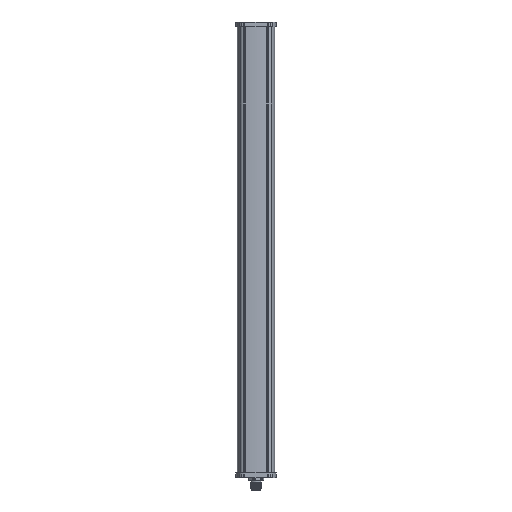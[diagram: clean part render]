
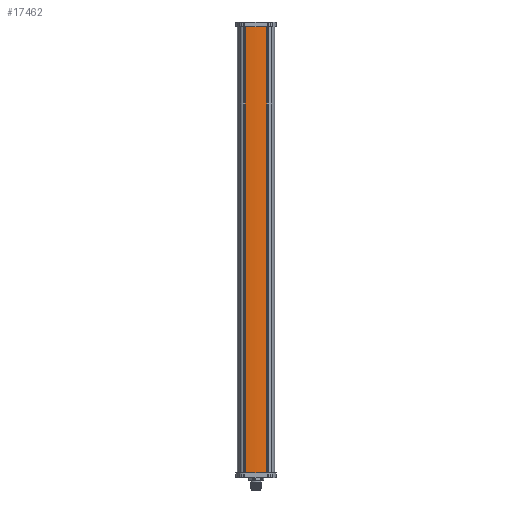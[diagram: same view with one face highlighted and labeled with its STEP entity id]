
A CAD part, front view. The second image highlights one B-rep face of the part: STEP entity #17462.
In plain terms, the highlighted cylindrical face has radius 94.814 mm (diameter 189.629 mm), a partial arc.
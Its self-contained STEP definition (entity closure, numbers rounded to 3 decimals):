
#43 = VERTEX_POINT ( 'NONE', #19809 ) ;
#144 = DIRECTION ( 'NONE',  ( -1., 0., 0. ) ) ;
#185 = DIRECTION ( 'NONE',  ( 1., 0., 0. ) ) ;
#432 = AXIS2_PLACEMENT_3D ( 'NONE', #15368, #5054, #23174 ) ;
#488 = VERTEX_POINT ( 'NONE', #18993 ) ;
#645 = AXIS2_PLACEMENT_3D ( 'NONE', #15561, #23630, #5500 ) ;
#720 = VERTEX_POINT ( 'NONE', #24616 ) ;
#1060 = CARTESIAN_POINT ( 'NONE',  ( -11.497, 255.611, 12.625 ) ) ;
#1200 = VERTEX_POINT ( 'NONE', #18901 ) ;
#1334 = CARTESIAN_POINT ( 'NONE',  ( 0.003, 255.611, -81.489 ) ) ;
#1802 = CARTESIAN_POINT ( 'NONE',  ( 4.357, -235., 13.225 ) ) ;
#2989 = ORIENTED_EDGE ( 'NONE', *, *, #25662, .F. ) ;
#2995 = VERTEX_POINT ( 'NONE', #9825 ) ;
#3480 = CARTESIAN_POINT ( 'NONE',  ( -4.35, 194.389, 13.225 ) ) ;
#3890 = CARTESIAN_POINT ( 'NONE',  ( 0.003, 237., -81.489 ) ) ;
#4423 = DIRECTION ( 'NONE',  ( 0., 1., 0. ) ) ;
#4587 = VECTOR ( 'NONE', #17301, 1000. ) ;
#4682 = VERTEX_POINT ( 'NONE', #5976 ) ;
#4715 = CARTESIAN_POINT ( 'NONE',  ( -4.35, 237., 13.225 ) ) ;
#4851 = EDGE_CURVE ( 'NONE', #720, #23192, #10955, .T. ) ;
#4874 = EDGE_CURVE ( 'NONE', #43, #9650, #14290, .T. ) ;
#4907 = CIRCLE ( 'NONE', #25168, 94.814 ) ;
#5054 = DIRECTION ( 'NONE',  ( 0., -1., 0. ) ) ;
#5115 = AXIS2_PLACEMENT_3D ( 'NONE', #1334, #13371, #25409 ) ;
#5500 = DIRECTION ( 'NONE',  ( 1., 0., 0. ) ) ;
#5542 = CIRCLE ( 'NONE', #7655, 94.814 ) ;
#5798 = EDGE_LOOP ( 'NONE', ( #2989, #8650, #26143, #18722, #24581, #14744, #13528, #23243, #16143, #19939, #25947, #16323 ) ) ;
#5805 = CARTESIAN_POINT ( 'NONE',  ( -4.35, -194.389, 13.225 ) ) ;
#5976 = CARTESIAN_POINT ( 'NONE',  ( 4.357, 237., 13.225 ) ) ;
#6101 = LINE ( 'NONE', #20385, #12082 ) ;
#6660 = EDGE_CURVE ( 'NONE', #11422, #1200, #11404, .T. ) ;
#7299 = LINE ( 'NONE', #3480, #14155 ) ;
#7655 = AXIS2_PLACEMENT_3D ( 'NONE', #23950, #10299, #24346 ) ;
#7760 = EDGE_CURVE ( 'NONE', #43, #4682, #18700, .T. ) ;
#7788 = LINE ( 'NONE', #5805, #16148 ) ;
#8650 = ORIENTED_EDGE ( 'NONE', *, *, #17637, .F. ) ;
#9157 = CARTESIAN_POINT ( 'NONE',  ( -11.497, -237., 12.625 ) ) ;
#9347 = DIRECTION ( 'NONE',  ( 0., -1., 0. ) ) ;
#9469 = VERTEX_POINT ( 'NONE', #1802 ) ;
#9650 = VERTEX_POINT ( 'NONE', #14758 ) ;
#9825 = CARTESIAN_POINT ( 'NONE',  ( -4.35, -235., 13.225 ) ) ;
#10275 = LINE ( 'NONE', #20605, #10281 ) ;
#10281 = VECTOR ( 'NONE', #24450, 1000. ) ;
#10299 = DIRECTION ( 'NONE',  ( 0., 1., 0. ) ) ;
#10573 = EDGE_CURVE ( 'NONE', #23681, #23192, #16185, .T. ) ;
#10955 = LINE ( 'NONE', #1060, #4587 ) ;
#11350 = EDGE_CURVE ( 'NONE', #2995, #23681, #7788, .T. ) ;
#11404 = CIRCLE ( 'NONE', #432, 94.814 ) ;
#11422 = VERTEX_POINT ( 'NONE', #15732 ) ;
#11473 = DIRECTION ( 'NONE',  ( -1., 0., 0. ) ) ;
#12082 = VECTOR ( 'NONE', #18416, 1000. ) ;
#12137 = CARTESIAN_POINT ( 'NONE',  ( -4.35, -237., 13.225 ) ) ;
#13371 = DIRECTION ( 'NONE',  ( 0., -1., 0. ) ) ;
#13528 = ORIENTED_EDGE ( 'NONE', *, *, #4851, .T. ) ;
#13932 = EDGE_CURVE ( 'NONE', #16890, #9650, #7299, .T. ) ;
#14155 = VECTOR ( 'NONE', #19737, 1000. ) ;
#14290 = CIRCLE ( 'NONE', #24848, 94.814 ) ;
#14743 = FACE_OUTER_BOUND ( 'NONE', #5798, .T. ) ;
#14744 = ORIENTED_EDGE ( 'NONE', *, *, #25250, .F. ) ;
#14758 = CARTESIAN_POINT ( 'NONE',  ( -4.35, 235., 13.225 ) ) ;
#15223 = CYLINDRICAL_SURFACE ( 'NONE', #5115, 94.814 ) ;
#15368 = CARTESIAN_POINT ( 'NONE',  ( 0.003, -237., -81.489 ) ) ;
#15541 = EDGE_CURVE ( 'NONE', #2995, #9469, #20477, .T. ) ;
#15561 = CARTESIAN_POINT ( 'NONE',  ( 0.003, -235., -81.489 ) ) ;
#15732 = CARTESIAN_POINT ( 'NONE',  ( 11.503, -237., 12.625 ) ) ;
#15798 = VECTOR ( 'NONE', #4423, 1000. ) ;
#16143 = ORIENTED_EDGE ( 'NONE', *, *, #11350, .F. ) ;
#16148 = VECTOR ( 'NONE', #25789, 1000. ) ;
#16185 = CIRCLE ( 'NONE', #23788, 94.814 ) ;
#16323 = ORIENTED_EDGE ( 'NONE', *, *, #6660, .F. ) ;
#16890 = VERTEX_POINT ( 'NONE', #4715 ) ;
#17301 = DIRECTION ( 'NONE',  ( 0., -1., 0. ) ) ;
#17462 = ADVANCED_FACE ( 'NONE', ( #14743 ), #15223, .T. ) ;
#17637 = EDGE_CURVE ( 'NONE', #4682, #488, #5542, .T. ) ;
#18267 = CARTESIAN_POINT ( 'NONE',  ( 0.003, -237., -81.489 ) ) ;
#18416 = DIRECTION ( 'NONE',  ( 0., -1., 0. ) ) ;
#18700 = LINE ( 'NONE', #18841, #15798 ) ;
#18722 = ORIENTED_EDGE ( 'NONE', *, *, #4874, .T. ) ;
#18841 = CARTESIAN_POINT ( 'NONE',  ( 4.357, 194.389, 13.225 ) ) ;
#18901 = CARTESIAN_POINT ( 'NONE',  ( 4.357, -237., 13.225 ) ) ;
#18993 = CARTESIAN_POINT ( 'NONE',  ( 11.503, 237., 12.625 ) ) ;
#19422 = CARTESIAN_POINT ( 'NONE',  ( 0.003, 235., -81.489 ) ) ;
#19737 = DIRECTION ( 'NONE',  ( 0., -1., 0. ) ) ;
#19809 = CARTESIAN_POINT ( 'NONE',  ( 4.357, 235., 13.225 ) ) ;
#19939 = ORIENTED_EDGE ( 'NONE', *, *, #15541, .T. ) ;
#20245 = DIRECTION ( 'NONE',  ( 0., -1., 0. ) ) ;
#20385 = CARTESIAN_POINT ( 'NONE',  ( 11.503, 255.611, 12.625 ) ) ;
#20477 = CIRCLE ( 'NONE', #645, 94.814 ) ;
#20605 = CARTESIAN_POINT ( 'NONE',  ( 4.357, -194.389, 13.225 ) ) ;
#23174 = DIRECTION ( 'NONE',  ( -1., 0., 0. ) ) ;
#23192 = VERTEX_POINT ( 'NONE', #9157 ) ;
#23243 = ORIENTED_EDGE ( 'NONE', *, *, #10573, .F. ) ;
#23583 = EDGE_CURVE ( 'NONE', #1200, #9469, #10275, .T. ) ;
#23630 = DIRECTION ( 'NONE',  ( 0., 1., 0. ) ) ;
#23681 = VERTEX_POINT ( 'NONE', #12137 ) ;
#23788 = AXIS2_PLACEMENT_3D ( 'NONE', #18267, #20245, #144 ) ;
#23950 = CARTESIAN_POINT ( 'NONE',  ( 0.003, 237., -81.489 ) ) ;
#24126 = DIRECTION ( 'NONE',  ( 0., 1., 0. ) ) ;
#24346 = DIRECTION ( 'NONE',  ( 1., 0., 0. ) ) ;
#24450 = DIRECTION ( 'NONE',  ( 0., 1., 0. ) ) ;
#24581 = ORIENTED_EDGE ( 'NONE', *, *, #13932, .F. ) ;
#24616 = CARTESIAN_POINT ( 'NONE',  ( -11.497, 237., 12.625 ) ) ;
#24848 = AXIS2_PLACEMENT_3D ( 'NONE', #19422, #9347, #11473 ) ;
#25168 = AXIS2_PLACEMENT_3D ( 'NONE', #3890, #24126, #185 ) ;
#25250 = EDGE_CURVE ( 'NONE', #720, #16890, #4907, .T. ) ;
#25409 = DIRECTION ( 'NONE',  ( 1., 0., 0. ) ) ;
#25662 = EDGE_CURVE ( 'NONE', #488, #11422, #6101, .T. ) ;
#25789 = DIRECTION ( 'NONE',  ( 0., -1., 0. ) ) ;
#25947 = ORIENTED_EDGE ( 'NONE', *, *, #23583, .F. ) ;
#26143 = ORIENTED_EDGE ( 'NONE', *, *, #7760, .F. ) ;
